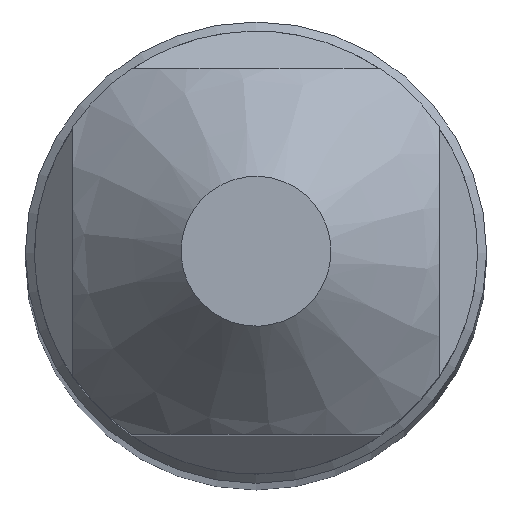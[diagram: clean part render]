
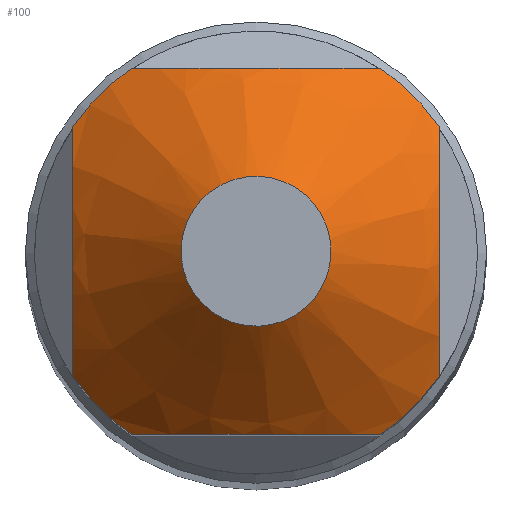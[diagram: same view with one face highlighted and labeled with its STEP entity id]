
A CAD part, top view. The second image highlights one B-rep face of the part: STEP entity #100.
In plain terms, the highlighted conical face has half-angle 45 degrees and reference radius 0.512 mm.
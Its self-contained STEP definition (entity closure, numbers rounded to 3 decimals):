
#94=CONICAL_SURFACE('',#365,0.512,45.);
#100=ADVANCED_FACE('',(#126,#127),#94,.T.);
#126=FACE_BOUND('',#144,.T.);
#127=FACE_BOUND('',#145,.T.);
#144=EDGE_LOOP('',(#172));
#145=EDGE_LOOP('',(#173,#174,#175,#176,#177,#178,#179,#180));
#172=ORIENTED_EDGE('',*,*,#264,.F.);
#173=ORIENTED_EDGE('',*,*,#265,.T.);
#174=ORIENTED_EDGE('',*,*,#266,.T.);
#175=ORIENTED_EDGE('',*,*,#267,.T.);
#176=ORIENTED_EDGE('',*,*,#268,.T.);
#177=ORIENTED_EDGE('',*,*,#269,.T.);
#178=ORIENTED_EDGE('',*,*,#270,.T.);
#179=ORIENTED_EDGE('',*,*,#271,.T.);
#180=ORIENTED_EDGE('',*,*,#272,.T.);
#238=VERTEX_POINT('',#519);
#239=VERTEX_POINT('',#521);
#240=VERTEX_POINT('',#522);
#241=VERTEX_POINT('',#529);
#242=VERTEX_POINT('',#531);
#243=VERTEX_POINT('',#538);
#244=VERTEX_POINT('',#540);
#245=VERTEX_POINT('',#547);
#246=VERTEX_POINT('',#549);
#264=EDGE_CURVE('',#238,#238,#297,.T.);
#265=EDGE_CURVE('',#239,#240,#298,.T.);
#266=EDGE_CURVE('',#240,#241,#315,.T.);
#267=EDGE_CURVE('',#241,#242,#299,.T.);
#268=EDGE_CURVE('',#242,#243,#316,.T.);
#269=EDGE_CURVE('',#243,#244,#300,.T.);
#270=EDGE_CURVE('',#244,#245,#317,.T.);
#271=EDGE_CURVE('',#245,#246,#301,.T.);
#272=EDGE_CURVE('',#246,#239,#318,.T.);
#297=CIRCLE('',#360,0.512);
#298=CIRCLE('',#361,1.512);
#299=CIRCLE('',#362,1.512);
#300=CIRCLE('',#363,1.512);
#301=CIRCLE('',#364,1.512);
#315=B_SPLINE_CURVE_WITH_KNOTS('',3,(#523,#524,#525,#526,#527,#528),
 .UNSPECIFIED.,.F.,.F.,(4,2,4),(0.,0.5,1.),.UNSPECIFIED.);
#316=B_SPLINE_CURVE_WITH_KNOTS('',3,(#532,#533,#534,#535,#536,#537),
 .UNSPECIFIED.,.F.,.F.,(4,2,4),(0.,0.5,1.),.UNSPECIFIED.);
#317=B_SPLINE_CURVE_WITH_KNOTS('',3,(#541,#542,#543,#544,#545,#546),
 .UNSPECIFIED.,.F.,.F.,(4,2,4),(0.,0.5,1.),.UNSPECIFIED.);
#318=B_SPLINE_CURVE_WITH_KNOTS('',3,(#550,#551,#552,#553,#554,#555),
 .UNSPECIFIED.,.F.,.F.,(4,2,4),(0.,0.5,1.),.UNSPECIFIED.);
#360=AXIS2_PLACEMENT_3D('',#518,#411,#412);
#361=AXIS2_PLACEMENT_3D('',#520,#413,#414);
#362=AXIS2_PLACEMENT_3D('',#530,#415,#416);
#363=AXIS2_PLACEMENT_3D('',#539,#417,#418);
#364=AXIS2_PLACEMENT_3D('',#548,#419,#420);
#365=AXIS2_PLACEMENT_3D('',#556,#421,#422);
#411=DIRECTION('',(0.,0.,1.));
#412=DIRECTION('',(1.,0.,0.));
#413=DIRECTION('',(0.,0.,1.));
#414=DIRECTION('',(-1.,0.,0.));
#415=DIRECTION('',(0.,0.,1.));
#416=DIRECTION('',(-1.,0.,0.));
#417=DIRECTION('',(0.,0.,1.));
#418=DIRECTION('',(-1.,0.,0.));
#419=DIRECTION('',(0.,0.,1.));
#420=DIRECTION('',(-1.,0.,0.));
#421=DIRECTION('',(0.,0.,-1.));
#422=DIRECTION('',(-1.,0.,0.));
#518=CARTESIAN_POINT('',(0.,0.,0.));
#519=CARTESIAN_POINT('',(0.512,0.,0.));
#520=CARTESIAN_POINT('',(0.,0.,-1.));
#521=CARTESIAN_POINT('',(0.851,-1.25,-1.));
#522=CARTESIAN_POINT('',(1.25,-0.851,-1.));
#523=CARTESIAN_POINT('',(1.25,-0.851,-1.));
#524=CARTESIAN_POINT('',(1.25,-0.589,-0.853));
#525=CARTESIAN_POINT('',(1.25,-0.299,-0.738));
#526=CARTESIAN_POINT('',(1.25,0.299,-0.738));
#527=CARTESIAN_POINT('',(1.25,0.589,-0.853));
#528=CARTESIAN_POINT('',(1.25,0.851,-1.));
#529=CARTESIAN_POINT('',(1.25,0.851,-1.));
#530=CARTESIAN_POINT('',(0.,0.,-1.));
#531=CARTESIAN_POINT('',(0.851,1.25,-1.));
#532=CARTESIAN_POINT('',(0.851,1.25,-1.));
#533=CARTESIAN_POINT('',(0.589,1.25,-0.853));
#534=CARTESIAN_POINT('',(0.299,1.25,-0.738));
#535=CARTESIAN_POINT('',(-0.299,1.25,-0.738));
#536=CARTESIAN_POINT('',(-0.589,1.25,-0.853));
#537=CARTESIAN_POINT('',(-0.851,1.25,-1.));
#538=CARTESIAN_POINT('',(-0.851,1.25,-1.));
#539=CARTESIAN_POINT('',(0.,0.,-1.));
#540=CARTESIAN_POINT('',(-1.25,0.851,-1.));
#541=CARTESIAN_POINT('',(-1.25,0.851,-1.));
#542=CARTESIAN_POINT('',(-1.25,0.589,-0.853));
#543=CARTESIAN_POINT('',(-1.25,0.299,-0.738));
#544=CARTESIAN_POINT('',(-1.25,-0.299,-0.738));
#545=CARTESIAN_POINT('',(-1.25,-0.589,-0.853));
#546=CARTESIAN_POINT('',(-1.25,-0.851,-1.));
#547=CARTESIAN_POINT('',(-1.25,-0.851,-1.));
#548=CARTESIAN_POINT('',(0.,0.,-1.));
#549=CARTESIAN_POINT('',(-0.851,-1.25,-1.));
#550=CARTESIAN_POINT('',(-0.851,-1.25,-1.));
#551=CARTESIAN_POINT('',(-0.589,-1.25,-0.853));
#552=CARTESIAN_POINT('',(-0.299,-1.25,-0.738));
#553=CARTESIAN_POINT('',(0.299,-1.25,-0.738));
#554=CARTESIAN_POINT('',(0.589,-1.25,-0.853));
#555=CARTESIAN_POINT('',(0.851,-1.25,-1.));
#556=CARTESIAN_POINT('',(0.,0.,0.));
